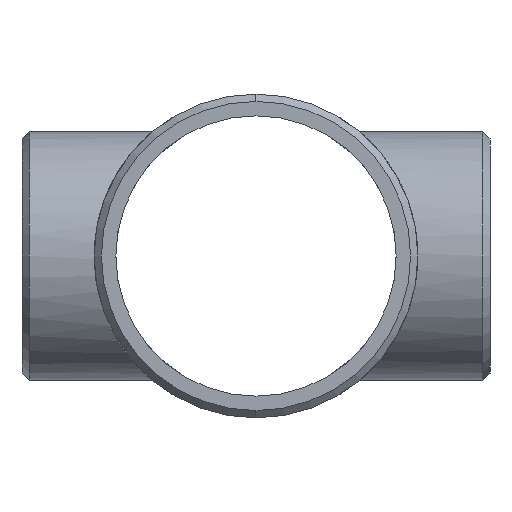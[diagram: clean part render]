
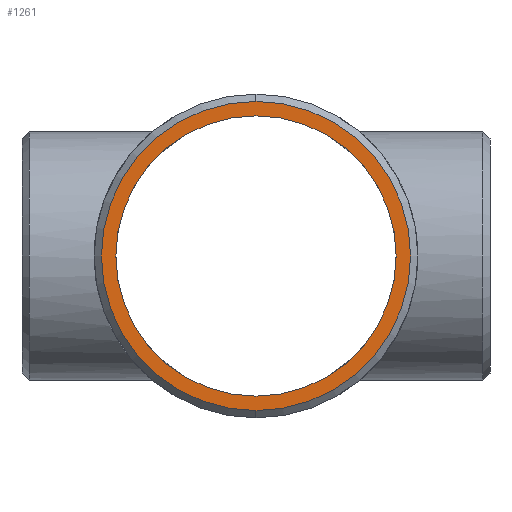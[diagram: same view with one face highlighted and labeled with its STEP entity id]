
A CAD part, left-side view. The second image highlights one B-rep face of the part: STEP entity #1261.
In plain terms, the highlighted planar face has unit normal (-1, 0, 0).
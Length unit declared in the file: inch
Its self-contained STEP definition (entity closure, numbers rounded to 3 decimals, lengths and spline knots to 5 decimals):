
#37 = ORIENTED_EDGE ( 'NONE', *, *, #810, .T. ) ;
#50 = PLANE ( 'NONE',  #440 ) ;
#66 = CARTESIAN_POINT ( 'NONE',  ( -11., 0., 6.68733 ) ) ;
#73 = CARTESIAN_POINT ( 'NONE',  ( -11., 0., 0. ) ) ;
#83 = ORIENTED_EDGE ( 'NONE', *, *, #609, .T. ) ;
#152 = ORIENTED_EDGE ( 'NONE', *, *, #1168, .T. ) ;
#167 = CARTESIAN_POINT ( 'NONE',  ( -11., 0., 0. ) ) ;
#176 = VERTEX_POINT ( 'NONE', #896 ) ;
#182 = CARTESIAN_POINT ( 'NONE',  ( -11., 0., -6.062 ) ) ;
#232 = AXIS2_PLACEMENT_3D ( 'NONE', #1420, #508, #732 ) ;
#288 = VERTEX_POINT ( 'NONE', #370 ) ;
#289 = FACE_OUTER_BOUND ( 'NONE', #678, .T. ) ;
#317 = DIRECTION ( 'NONE',  ( 1., 0., 0. ) ) ;
#370 = CARTESIAN_POINT ( 'NONE',  ( -11., 0., -6.68733 ) ) ;
#407 = DIRECTION ( 'NONE',  ( 1., 0., 0. ) ) ;
#413 = CIRCLE ( 'NONE', #1212, 6.062 ) ;
#440 = AXIS2_PLACEMENT_3D ( 'NONE', #793, #533, #1262 ) ;
#508 = DIRECTION ( 'NONE',  ( -1., 0., 0. ) ) ;
#527 = DIRECTION ( 'NONE',  ( 0., 0., 1. ) ) ;
#533 = DIRECTION ( 'NONE',  ( -1., 0., 0. ) ) ;
#564 = AXIS2_PLACEMENT_3D ( 'NONE', #73, #317, #928 ) ;
#568 = CIRCLE ( 'NONE', #1351, 6.68733 ) ;
#609 = EDGE_CURVE ( 'NONE', #792, #288, #568, .T. ) ;
#634 = DIRECTION ( 'NONE',  ( -1., 0., 0. ) ) ;
#643 = CIRCLE ( 'NONE', #564, 6.062 ) ;
#678 = EDGE_LOOP ( 'NONE', ( #1439, #83 ) ) ;
#732 = DIRECTION ( 'NONE',  ( 0., 0., 1. ) ) ;
#792 = VERTEX_POINT ( 'NONE', #66 ) ;
#793 = CARTESIAN_POINT ( 'NONE',  ( -11., 0., 0. ) ) ;
#810 = EDGE_CURVE ( 'NONE', #1029, #176, #643, .T. ) ;
#896 = CARTESIAN_POINT ( 'NONE',  ( -11., 0., 6.062 ) ) ;
#928 = DIRECTION ( 'NONE',  ( 0., 0., 1. ) ) ;
#1006 = FACE_BOUND ( 'NONE', #1362, .T. ) ;
#1021 = CARTESIAN_POINT ( 'NONE',  ( -11., 0., 0. ) ) ;
#1029 = VERTEX_POINT ( 'NONE', #182 ) ;
#1168 = EDGE_CURVE ( 'NONE', #176, #1029, #413, .T. ) ;
#1212 = AXIS2_PLACEMENT_3D ( 'NONE', #167, #407, #527 ) ;
#1261 = ADVANCED_FACE ( 'NONE', ( #289, #1006 ), #50, .T. ) ;
#1262 = DIRECTION ( 'NONE',  ( 0., 0., -1. ) ) ;
#1323 = CIRCLE ( 'NONE', #232, 6.68733 ) ;
#1351 = AXIS2_PLACEMENT_3D ( 'NONE', #1021, #634, #1440 ) ;
#1362 = EDGE_LOOP ( 'NONE', ( #152, #37 ) ) ;
#1420 = CARTESIAN_POINT ( 'NONE',  ( -11., 0., 0. ) ) ;
#1439 = ORIENTED_EDGE ( 'NONE', *, *, #1518, .T. ) ;
#1440 = DIRECTION ( 'NONE',  ( 0., 0., 1. ) ) ;
#1518 = EDGE_CURVE ( 'NONE', #288, #792, #1323, .T. ) ;
